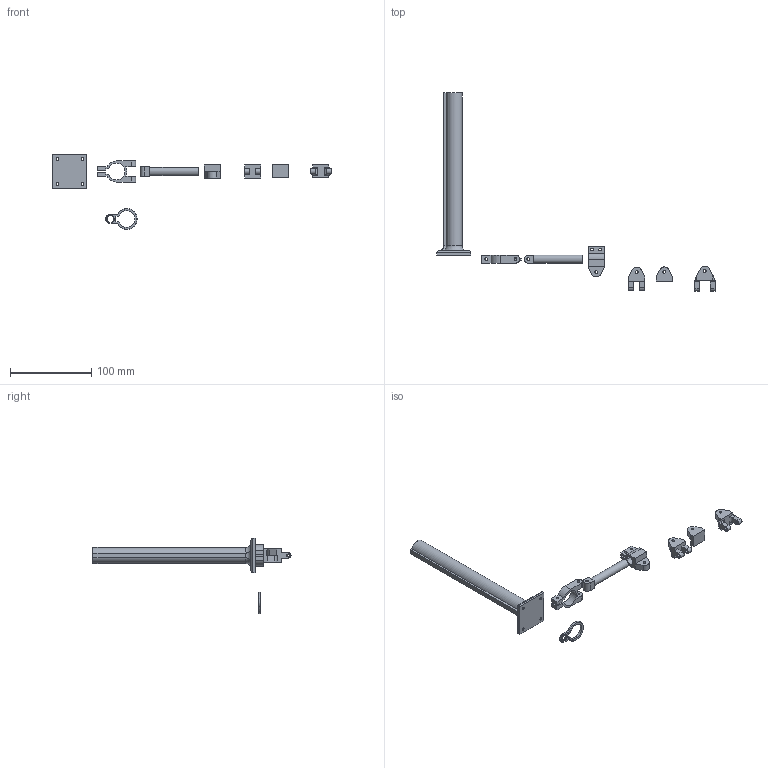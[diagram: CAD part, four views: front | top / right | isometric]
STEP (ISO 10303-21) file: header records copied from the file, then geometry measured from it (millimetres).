
FILE_DESCRIPTION(/* description */ (''),/* implementation_level */ '2;1');
FILE_NAME(/* name */ 'UltimanteCamMount v2 v6.step',/* time_stamp */ '2018-11-25T12:59:10-05:00',/* author */ ('bryanenc'),/* organization */ (''),/* preprocessor_version */ 'ST-DEVELOPER v17.2',/* originating_system */ 'Autodesk Translation Framework v7.6.0.251',/* authorisation */ '');
FILE_SCHEMA (('AUTOMOTIVE_DESIGN { 1 0 10303 214 3 1 1 }'));
Length unit declared in the file: millimetre
Products named in the file (1): UltimanteCamMount v2
Bounding box: 343.23 x 244.4 x 92.6 mm (x, y, z)
Volume: 101244.8 mm3; surface area: 34621 mm2
Topology: 8 solids, 8 shells, 192 faces, 481 edges, 306 vertices
Faces by surface type: plane 103, cylinder 74, torus 7, bspline 4, sphere 4
Full cylindrical faces by diameter (mm): 3.4 x21
Entity records: 5908 total; most frequent: CARTESIAN_POINT 1102, DIRECTION 1000, ORIENTED_EDGE 962, EDGE_CURVE 481, AXIS2_PLACEMENT_3D 336, LINE 328, VECTOR 328, VERTEX_POINT 306
